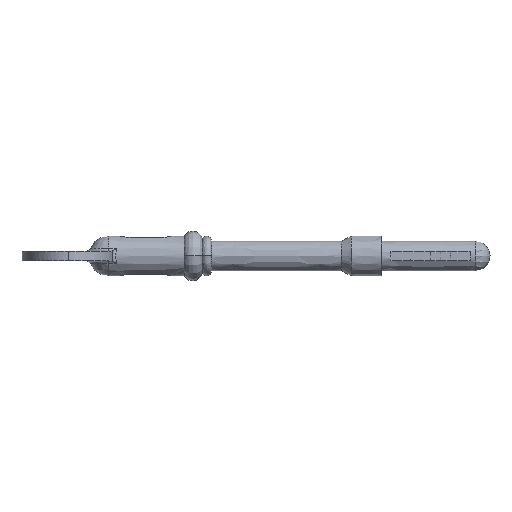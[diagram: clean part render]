
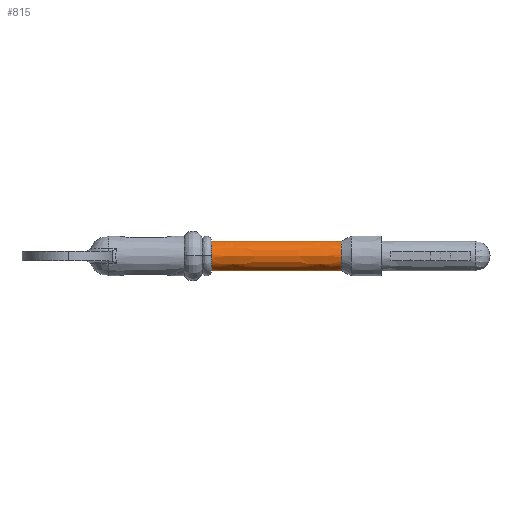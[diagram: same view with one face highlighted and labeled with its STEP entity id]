
A CAD part, front view. The second image highlights one B-rep face of the part: STEP entity #815.
In plain terms, the highlighted free-form (B-spline) face has degree [3, 3] with [11, 4] control points.
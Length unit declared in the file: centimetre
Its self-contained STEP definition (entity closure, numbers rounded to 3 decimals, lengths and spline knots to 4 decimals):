
#167=ORIENTED_EDGE('trim curve',*,*,#469,.F.);
#168=ORIENTED_EDGE('trim curve',*,*,#467,.F.);
#169=ORIENTED_EDGE('trim curve',*,*,#471,.T.);
#170=ORIENTED_EDGE('trim curve',*,*,#472,.T.);
#171=ORIENTED_EDGE('trim curve',*,*,#473,.T.);
#343=VERTEX_POINT('Trimming Point',#4232);
#344=VERTEX_POINT('Trimming Point',#4245);
#345=VERTEX_POINT('Trimming Point',#4629);
#346=VERTEX_POINT('Trimming Point',#4690);
#347=VERTEX_POINT('Trimming Point',#4697);
#467=EDGE_CURVE('Edge Curve',#343,#344,#604,.T.);
#469=EDGE_CURVE('Edge Curve',#344,#345,#606,.T.);
#471=EDGE_CURVE('Edge Curve',#343,#346,#608,.T.);
#472=EDGE_CURVE('Edge Curve',#346,#347,#609,.T.);
#473=EDGE_CURVE('Edge Curve',#347,#345,#610,.T.);
#604=(
BOUNDED_CURVE()
B_SPLINE_CURVE(3,(#4233,#4234,#4235,#4236,#4237,#4238,#4239,#4240,#4241,
#4242,#4243,#4244,#4245),.UNSPECIFIED.,.U.,.U.)
B_SPLINE_CURVE_WITH_KNOTS((4,3,3,3,4),(-1.8059,-1.6554,
-1.5049,-1.3544,-1.2039),.UNSPECIFIED.)
CURVE()
GEOMETRIC_REPRESENTATION_ITEM()
RATIONAL_B_SPLINE_CURVE((1.,0.983,0.983,1.,0.983,
0.983,1.,0.983,0.983,1.,0.983,
0.983,1.))
REPRESENTATION_ITEM('node#4')
);
#606=(
BOUNDED_CURVE()
B_SPLINE_CURVE(3,(#4617,#4618,#4619,#4620,#4621,#4622,#4623,#4624,#4625,
#4626,#4627,#4628,#4629),.UNSPECIFIED.,.U.,.U.)
B_SPLINE_CURVE_WITH_KNOTS((4,3,3,3,4),(-1.2039,-1.0534,
-0.9029,-0.7525,-0.602),.UNSPECIFIED.)
CURVE()
GEOMETRIC_REPRESENTATION_ITEM()
RATIONAL_B_SPLINE_CURVE((1.,0.983,0.983,1.,0.983,
0.983,1.,0.983,0.983,1.,0.983,
0.983,1.))
REPRESENTATION_ITEM('node#4')
);
#608=(
BOUNDED_CURVE()
B_SPLINE_CURVE(3,(#4687,#4688,#4689,#4690),.UNSPECIFIED.,.U.,.U.)
B_SPLINE_CURVE_WITH_KNOTS((4,4),(0.1279,0.5574),.UNSPECIFIED.)
CURVE()
GEOMETRIC_REPRESENTATION_ITEM()
RATIONAL_B_SPLINE_CURVE((1.,1.,1.,1.))
REPRESENTATION_ITEM('node#4')
);
#609=(
BOUNDED_CURVE()
B_SPLINE_CURVE(3,(#4691,#4692,#4693,#4694,#4695,#4696,#4697),.UNSPECIFIED.,
.U.,.U.)
B_SPLINE_CURVE_WITH_KNOTS((4,1,1,1,4),(0.,0.301,0.602,
0.9029,1.2039),.UNSPECIFIED.)
CURVE()
GEOMETRIC_REPRESENTATION_ITEM()
RATIONAL_B_SPLINE_CURVE((1.,1.,1.,1.,1.,1.,1.))
REPRESENTATION_ITEM('node#4')
);
#610=(
BOUNDED_CURVE()
B_SPLINE_CURVE(3,(#4698,#4699,#4700,#4701),.UNSPECIFIED.,.U.,.U.)
B_SPLINE_CURVE_WITH_KNOTS((4,4),(-0.5574,-0.1279),
.UNSPECIFIED.)
CURVE()
GEOMETRIC_REPRESENTATION_ITEM()
RATIONAL_B_SPLINE_CURVE((1.,1.,1.,1.))
REPRESENTATION_ITEM('node#4')
);
#697=EDGE_LOOP('trim boundary',(#167,#168,#169,#170,#171));
#737=FACE_OUTER_BOUND('Boundary Edges',#697,.T.);
#776=(
BOUNDED_SURFACE()
B_SPLINE_SURFACE(3,3,((#4643,#4644,#4645,#4646),(#4647,#4648,#4649,#4650),
(#4651,#4652,#4653,#4654),(#4655,#4656,#4657,#4658),(#4659,#4660,#4661,#4662),
(#4663,#4664,#4665,#4666),(#4667,#4668,#4669,#4670),(#4671,#4672,#4673,#4674),
(#4675,#4676,#4677,#4678),(#4679,#4680,#4681,#4682),(#4683,#4684,#4685,#4686)),
.UNSPECIFIED.,.U.,.U.,.U.)
B_SPLINE_SURFACE_WITH_KNOTS((4,1,1,1,1,1,1,1,4),(4,4),(2.,3.,4.,5.,6.,7.,
8.,9.,10.),(0.,1.),.UNSPECIFIED.)
GEOMETRIC_REPRESENTATION_ITEM()
RATIONAL_B_SPLINE_SURFACE(((1.,1.,1.,1.),(1.,1.,1.,1.),(1.,1.,1.,1.),(1.,
1.,1.,1.),(1.,1.,1.,1.),(1.,1.,1.,1.),(1.,1.,1.,1.),(1.,1.,1.,1.),(1.,1.,
1.,1.),(1.,1.,1.,1.),(1.,1.,1.,1.)))
REPRESENTATION_ITEM('trim region')
SURFACE()
);
#815=ADVANCED_FACE('trim region',(#737),#776,.T.);
#4232=CARTESIAN_POINT('CVs',(5.5626,0.,-0.381));
#4233=CARTESIAN_POINT('CVs',(5.5626,0.,-0.381));
#4234=CARTESIAN_POINT('CVs',(5.5626,-0.0493,-0.381));
#4235=CARTESIAN_POINT('CVs',(5.5626,-0.0987,-0.371));
#4236=CARTESIAN_POINT('CVs',(5.5626,-0.1456,-0.3516));
#4237=CARTESIAN_POINT('CVs',(5.5626,-0.1926,-0.3322));
#4238=CARTESIAN_POINT('CVs',(5.5626,-0.2345,-0.3043));
#4239=CARTESIAN_POINT('CVs',(5.5626,-0.2694,-0.2694));
#4240=CARTESIAN_POINT('CVs',(5.5626,-0.3043,-0.2345));
#4241=CARTESIAN_POINT('CVs',(5.5626,-0.3322,-0.1926));
#4242=CARTESIAN_POINT('CVs',(5.5626,-0.3516,-0.1456));
#4243=CARTESIAN_POINT('CVs',(5.5626,-0.371,-0.0987));
#4244=CARTESIAN_POINT('CVs',(5.5626,-0.381,-0.0493));
#4245=CARTESIAN_POINT('CVs',(5.5626,-0.381,0.));
#4617=CARTESIAN_POINT('CVs',(5.5626,-0.381,0.));
#4618=CARTESIAN_POINT('CVs',(5.5626,-0.381,0.0493));
#4619=CARTESIAN_POINT('CVs',(5.5626,-0.371,0.0987));
#4620=CARTESIAN_POINT('CVs',(5.5626,-0.3516,0.1456));
#4621=CARTESIAN_POINT('CVs',(5.5626,-0.3322,0.1926));
#4622=CARTESIAN_POINT('CVs',(5.5626,-0.3043,0.2345));
#4623=CARTESIAN_POINT('CVs',(5.5626,-0.2694,0.2694));
#4624=CARTESIAN_POINT('CVs',(5.5626,-0.2345,0.3043));
#4625=CARTESIAN_POINT('CVs',(5.5626,-0.1926,0.3322));
#4626=CARTESIAN_POINT('CVs',(5.5626,-0.1456,0.3516));
#4627=CARTESIAN_POINT('CVs',(5.5626,-0.0987,0.371));
#4628=CARTESIAN_POINT('CVs',(5.5626,-0.0493,0.381));
#4629=CARTESIAN_POINT('CVs',(5.5626,0.,0.381));
#4643=CARTESIAN_POINT('CVs',(4.572,0.,-0.381));
#4644=CARTESIAN_POINT('CVs',(7.1543,0.,-0.381));
#4645=CARTESIAN_POINT('CVs',(9.7367,0.,-0.381));
#4646=CARTESIAN_POINT('CVs',(12.319,0.,-0.381));
#4647=CARTESIAN_POINT('CVs',(4.572,0.0995,-0.381));
#4648=CARTESIAN_POINT('CVs',(7.1543,0.0995,-0.381));
#4649=CARTESIAN_POINT('CVs',(9.7367,0.0995,-0.381));
#4650=CARTESIAN_POINT('CVs',(12.319,0.0995,-0.381));
#4651=CARTESIAN_POINT('CVs',(4.572,0.2986,-0.2986));
#4652=CARTESIAN_POINT('CVs',(7.1543,0.2986,-0.2986));
#4653=CARTESIAN_POINT('CVs',(9.7367,0.2986,-0.2986));
#4654=CARTESIAN_POINT('CVs',(12.319,0.2986,-0.2986));
#4655=CARTESIAN_POINT('CVs',(4.572,0.4222,0.));
#4656=CARTESIAN_POINT('CVs',(7.1543,0.4222,0.));
#4657=CARTESIAN_POINT('CVs',(9.7367,0.4222,0.));
#4658=CARTESIAN_POINT('CVs',(12.319,0.4222,0.));
#4659=CARTESIAN_POINT('CVs',(4.572,0.2986,0.2986));
#4660=CARTESIAN_POINT('CVs',(7.1543,0.2986,0.2986));
#4661=CARTESIAN_POINT('CVs',(9.7367,0.2986,0.2986));
#4662=CARTESIAN_POINT('CVs',(12.319,0.2986,0.2986));
#4663=CARTESIAN_POINT('CVs',(4.572,0.,0.4222));
#4664=CARTESIAN_POINT('CVs',(7.1543,0.,0.4222));
#4665=CARTESIAN_POINT('CVs',(9.7367,0.,0.4222));
#4666=CARTESIAN_POINT('CVs',(12.319,0.,0.4222));
#4667=CARTESIAN_POINT('CVs',(4.572,-0.2986,0.2986));
#4668=CARTESIAN_POINT('CVs',(7.1543,-0.2986,0.2986));
#4669=CARTESIAN_POINT('CVs',(9.7367,-0.2986,0.2986));
#4670=CARTESIAN_POINT('CVs',(12.319,-0.2986,0.2986));
#4671=CARTESIAN_POINT('CVs',(4.572,-0.4222,0.));
#4672=CARTESIAN_POINT('CVs',(7.1543,-0.4222,0.));
#4673=CARTESIAN_POINT('CVs',(9.7367,-0.4222,0.));
#4674=CARTESIAN_POINT('CVs',(12.319,-0.4222,0.));
#4675=CARTESIAN_POINT('CVs',(4.572,-0.2986,-0.2986));
#4676=CARTESIAN_POINT('CVs',(7.1543,-0.2986,-0.2986));
#4677=CARTESIAN_POINT('CVs',(9.7367,-0.2986,-0.2986));
#4678=CARTESIAN_POINT('CVs',(12.319,-0.2986,-0.2986));
#4679=CARTESIAN_POINT('CVs',(4.572,-0.0995,-0.381));
#4680=CARTESIAN_POINT('CVs',(7.1543,-0.0995,-0.381));
#4681=CARTESIAN_POINT('CVs',(9.7367,-0.0995,-0.381));
#4682=CARTESIAN_POINT('CVs',(12.319,-0.0995,-0.381));
#4683=CARTESIAN_POINT('CVs',(4.572,0.,-0.381));
#4684=CARTESIAN_POINT('CVs',(7.1543,0.,-0.381));
#4685=CARTESIAN_POINT('CVs',(9.7367,0.,-0.381));
#4686=CARTESIAN_POINT('CVs',(12.319,0.,-0.381));
#4687=CARTESIAN_POINT('CVs',(5.5626,0.,-0.381));
#4688=CARTESIAN_POINT('CVs',(6.6717,0.,-0.381));
#4689=CARTESIAN_POINT('CVs',(7.7809,0.,-0.381));
#4690=CARTESIAN_POINT('CVs',(8.89,0.,-0.381));
#4691=CARTESIAN_POINT('CVs',(8.89,0.,-0.381));
#4692=CARTESIAN_POINT('CVs',(8.89,-0.0995,-0.381));
#4693=CARTESIAN_POINT('CVs',(8.89,-0.2986,-0.2986));
#4694=CARTESIAN_POINT('CVs',(8.89,-0.4222,0.));
#4695=CARTESIAN_POINT('CVs',(8.89,-0.2986,0.2986));
#4696=CARTESIAN_POINT('CVs',(8.89,-0.0995,0.381));
#4697=CARTESIAN_POINT('CVs',(8.89,0.,0.381));
#4698=CARTESIAN_POINT('CVs',(8.89,0.,0.381));
#4699=CARTESIAN_POINT('CVs',(7.7809,0.,0.381));
#4700=CARTESIAN_POINT('CVs',(6.6717,0.,0.381));
#4701=CARTESIAN_POINT('CVs',(5.5626,0.,0.381));
